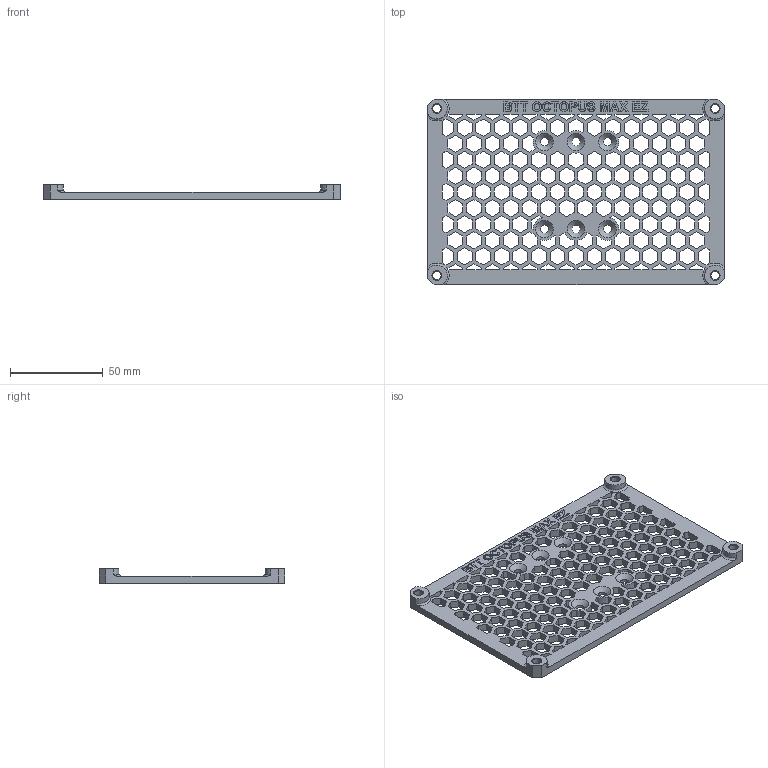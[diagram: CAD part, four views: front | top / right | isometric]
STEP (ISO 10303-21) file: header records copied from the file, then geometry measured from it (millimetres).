
FILE_DESCRIPTION(/* description */ (''),/* implementation_level */ '2;1');
FILE_NAME(/* name */ 'Octopus Pro EZ DIN Mount.step',/* time_stamp */ '2023-08-28T16:01:42-04:00',/* author */ (''),/* organization */ (''),/* preprocessor_version */ 'ST-DEVELOPER v19.2',/* originating_system */ 'Autodesk Translation Framework v12.6.0.85',/* authorisation */ '');
FILE_SCHEMA (('AUTOMOTIVE_DESIGN { 1 0 10303 214 3 1 1 }'));
Length unit declared in the file: millimetre
Products named in the file (1): Octopus Pro EZ DIN Mount
Bounding box: 160 x 100 x 8 mm (x, y, z)
Volume: 35954.1 mm3; surface area: 36618.9 mm2
Topology: 1 solids, 1 shells, 1192 faces, 3497 edges, 2328 vertices
Faces by surface type: plane 1016, bspline 131, cylinder 31, cone 10, torus 4
Full cylindrical faces by diameter (mm): 4.5 x6, 4.6 x4
Entity records: 40860 total; most frequent: CARTESIAN_POINT 9333, ORIENTED_EDGE 6994, DIRECTION 5427, EDGE_CURVE 3497, LINE 3151, VECTOR 3151, VERTEX_POINT 2328, EDGE_LOOP 1537
